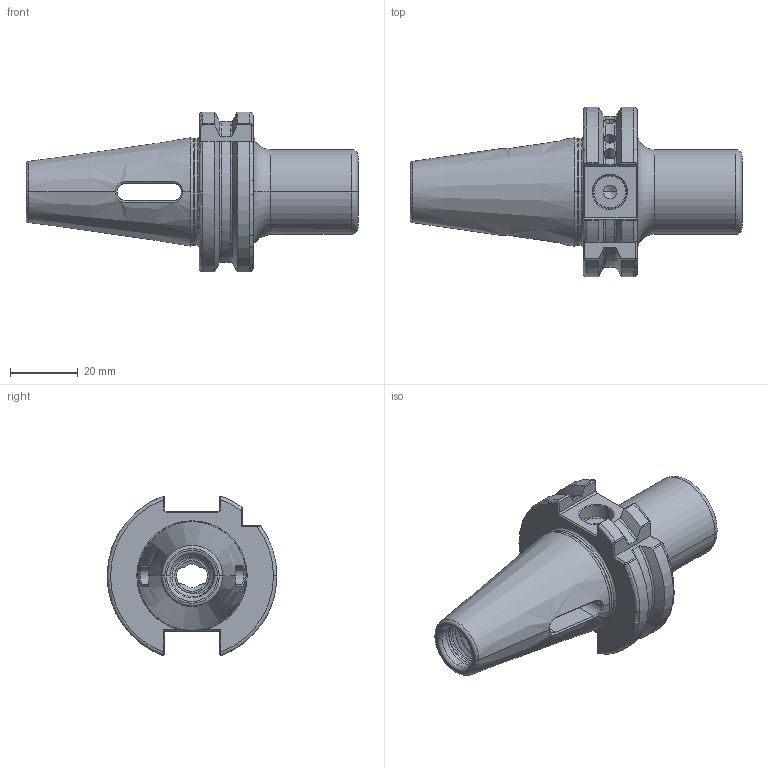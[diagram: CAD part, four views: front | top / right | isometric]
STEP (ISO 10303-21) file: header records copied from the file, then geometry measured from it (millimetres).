
FILE_DESCRIPTION (( 'STEP AP203' ), '1' );
FILE_NAME ('302.07.01.STEP', '2016-07-25T03:43:49', ( '' ), ( '' ), 'SwSTEP 2.0', 'SolidWorks 2012', '' );
FILE_SCHEMA (( 'CONFIG_CONTROL_DESIGN' ));
Length unit declared in the file: millimetre
Products named in the file (1): 302.07.01
Bounding box: 97.8 x 50 x 47.05 mm (x, y, z)
Volume: 56173.2 mm3; surface area: 16667.5 mm2
Topology: 1 solids, 1 shells, 208 faces, 551 edges, 337 vertices
Faces by surface type: cylinder 61, plane 57, torus 37, cone 29, bspline 24
Entity records: 12779 total; most frequent: CARTESIAN_POINT 8005, ORIENTED_EDGE 1086, DIRECTION 861, EDGE_CURVE 543, AXIS2_PLACEMENT_3D 337, VERTEX_POINT 337, EDGE_LOOP 214, FACE_OUTER_BOUND 208
